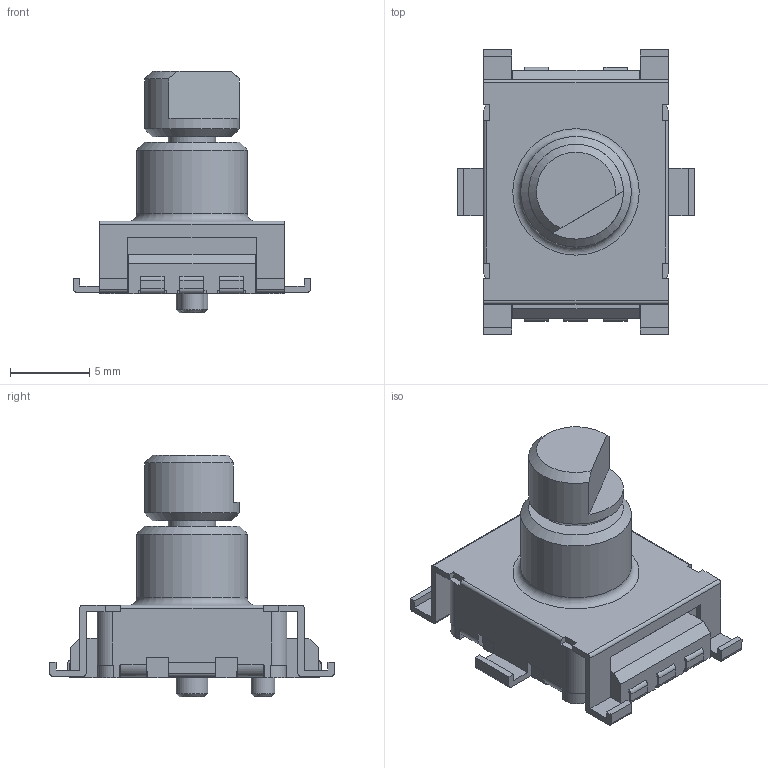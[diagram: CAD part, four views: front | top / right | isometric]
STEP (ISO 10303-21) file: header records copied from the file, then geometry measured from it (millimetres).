
FILE_DESCRIPTION(/* description */ (''),/* implementation_level */ '2;1');
FILE_NAME(/* name */ 'PEC11S-929F Rev 2 v1.step',/* time_stamp */ '2024-10-02T19:47:24+01:00',/* author */ (''),/* organization */ (''),/* preprocessor_version */ 'ST-DEVELOPER v20',/* originating_system */ 'Autodesk Translation Framework v13.20.0.188',/* authorisation */ '');
FILE_SCHEMA (('AUTOMOTIVE_DESIGN { 1 0 10303 214 3 1 1 }'));
Length unit declared in the file: millimetre
Products named in the file (1): DC11L1521534
Bounding box: 15 x 18 x 15.3 mm (x, y, z)
Volume: 770.9 mm3; surface area: 1791.3 mm2
Topology: 10 solids, 10 shells, 698 faces, 1899 edges, 1231 vertices
Faces by surface type: plane 451, cylinder 205, bspline 22, cone 12, torus 8
Full cylindrical faces by diameter (mm): 0.5 x3, 0.8 x4, 0.9 x3, 1 x11, 1.1 x4, 1.5 x2, 2 x1, 2.99 x1, 3 x1, 5.5 x1, 6 x1, 7 x1
Entity records: 24741 total; most frequent: CARTESIAN_POINT 6334, ORIENTED_EDGE 3798, DIRECTION 3649, EDGE_CURVE 1899, LINE 1361, VECTOR 1361, VERTEX_POINT 1231, AXIS2_PLACEMENT_3D 1144
